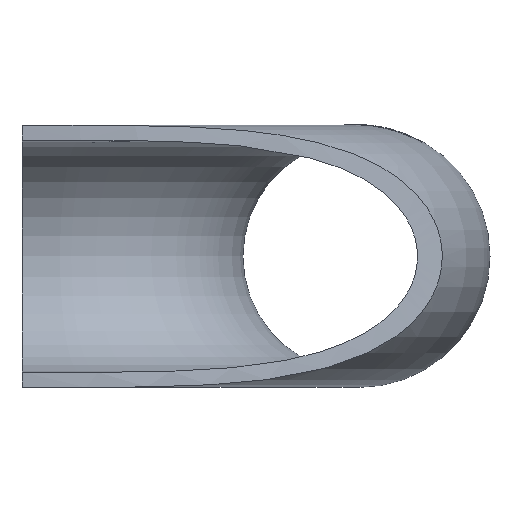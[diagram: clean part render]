
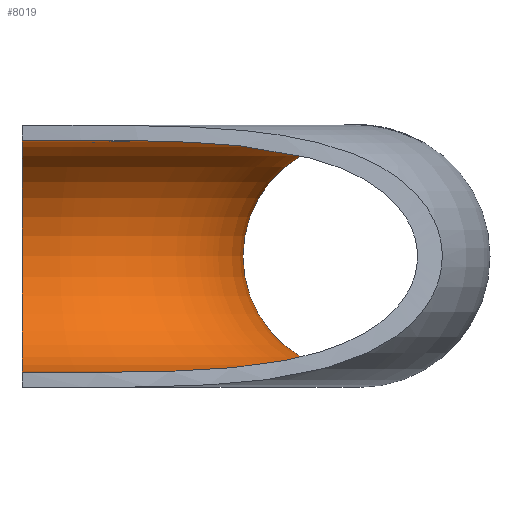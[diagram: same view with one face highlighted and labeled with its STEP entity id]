
A CAD part, front view. The second image highlights one B-rep face of the part: STEP entity #8019.
In plain terms, the highlighted toroidal (fillet/blend) face has major radius 45 mm and minor radius 15.5 mm.
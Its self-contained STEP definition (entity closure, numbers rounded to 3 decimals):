
#25 = CARTESIAN_POINT ( 'NONE',  ( 42.111, 9.845, -11.989 ) ) ;
#60 = CARTESIAN_POINT ( 'NONE',  ( 41.892, 9.743, 12.072 ) ) ;
#98 = CARTESIAN_POINT ( 'NONE',  ( 5.165, 0.144, 15.5 ) ) ;
#132 = CARTESIAN_POINT ( 'NONE',  ( 27.799, 4.261, 14.928 ) ) ;
#167 = CARTESIAN_POINT ( 'NONE',  ( 48.319, 12.969, -8.501 ) ) ;
#437 = EDGE_LOOP ( 'NONE', ( #7129, #1229 ) ) ;
#621 = AXIS2_PLACEMENT_3D ( 'NONE', #6148, #3723, #4582 ) ;
#807 = CARTESIAN_POINT ( 'NONE',  ( 47.846, 12.717, -8.872 ) ) ;
#840 = CARTESIAN_POINT ( 'NONE',  ( 39.856, 8.818, -12.763 ) ) ;
#873 = CARTESIAN_POINT ( 'NONE',  ( 49.667, 13.704, -7.261 ) ) ;
#909 = CARTESIAN_POINT ( 'NONE',  ( 25.347, 3.536, 15.105 ) ) ;
#941 = CARTESIAN_POINT ( 'NONE',  ( 6.456, 0.228, 15.499 ) ) ;
#966 = CIRCLE ( 'NONE', #621, 15.5 ) ;
#1009 = CARTESIAN_POINT ( 'NONE',  ( 1.299, 0.002, -15.5 ) ) ;
#1229 = ORIENTED_EDGE ( 'NONE', *, *, #2460, .F. ) ;
#1463 = CARTESIAN_POINT ( 'NONE',  ( 29.5, 45., 0. ) ) ;
#1602 = CARTESIAN_POINT ( 'NONE',  ( 46.389, 11.95, -9.909 ) ) ;
#1633 = CARTESIAN_POINT ( 'NONE',  ( 35.223, 6.863, -13.943 ) ) ;
#1666 = CARTESIAN_POINT ( 'NONE',  ( 31.442, 5.484, 14.504 ) ) ;
#1703 = CARTESIAN_POINT ( 'NONE',  ( 48.132, 12.865, 8.687 ) ) ;
#1736 = CARTESIAN_POINT ( 'NONE',  ( 2.584, 0.031, 15.5 ) ) ;
#1804 = CARTESIAN_POINT ( 'NONE',  ( 0., 0., -15.5 ) ) ;
#1827 = CARTESIAN_POINT ( 'NONE',  ( 0., 0., 15.5 ) ) ;
#1840 = CARTESIAN_POINT ( 'NONE',  ( 2.599, 0.032, -15.5 ) ) ;
#2001 = VERTEX_POINT ( 'NONE', #1827 ) ;
#2418 = CARTESIAN_POINT ( 'NONE',  ( 39.664, 8.733, 12.821 ) ) ;
#2460 = EDGE_CURVE ( 'NONE', #2001, #7205, #9712, .T. ) ;
#2485 = CARTESIAN_POINT ( 'NONE',  ( 52.32, 15.207, -3.061 ) ) ;
#2554 = CARTESIAN_POINT ( 'NONE',  ( 52.514, 15.32, -2.441 ) ) ;
#3093 = DIRECTION ( 'NONE',  ( 0., 0., -1. ) ) ;
#3246 = CARTESIAN_POINT ( 'NONE',  ( 45.363, 11.426, -10.5 ) ) ;
#3275 = CARTESIAN_POINT ( 'NONE',  ( 49.052, 13.363, 7.918 ) ) ;
#3307 = CARTESIAN_POINT ( 'NONE',  ( 51.354, 14.651, -5.066 ) ) ;
#3345 = CARTESIAN_POINT ( 'NONE',  ( 52.208, 15.143, 3.324 ) ) ;
#3381 = CARTESIAN_POINT ( 'NONE',  ( 44.58, 11.04, 10.887 ) ) ;
#3723 = DIRECTION ( 'NONE',  ( 0., 1., 0. ) ) ;
#3847 = CARTESIAN_POINT ( 'NONE',  ( 0., 0., -15.5 ) ) ;
#4056 = CARTESIAN_POINT ( 'NONE',  ( 43.226, 10.375, -11.54 ) ) ;
#4095 = CARTESIAN_POINT ( 'NONE',  ( 50.683, 14.27, 6.076 ) ) ;
#4133 = CARTESIAN_POINT ( 'NONE',  ( 45.105, 11.302, 10.616 ) ) ;
#4165 = CARTESIAN_POINT ( 'NONE',  ( 51.513, 14.742, -4.797 ) ) ;
#4200 = CARTESIAN_POINT ( 'NONE',  ( 46.653, 12.09, 9.709 ) ) ;
#4234 = CARTESIAN_POINT ( 'NONE',  ( 24.211, 3.249, -15.159 ) ) ;
#4298 = DIRECTION ( 'NONE',  ( -1., 0., 0. ) ) ;
#4370 = CARTESIAN_POINT ( 'NONE',  ( 5.19, 0.146, -15.5 ) ) ;
#4380 = VERTEX_POINT ( 'NONE', #1463 ) ;
#4582 = DIRECTION ( 'NONE',  ( -1., 0., 0. ) ) ;
#4724 = EDGE_LOOP ( 'NONE', ( #7112 ) ) ;
#4867 = CARTESIAN_POINT ( 'NONE',  ( 51.382, 14.666, 5.045 ) ) ;
#4902 = CARTESIAN_POINT ( 'NONE',  ( 36.217, 7.28, 13.695 ) ) ;
#4931 = CARTESIAN_POINT ( 'NONE',  ( 20.395, 2.277, 15.345 ) ) ;
#4968 = CARTESIAN_POINT ( 'NONE',  ( 52.791, 15.483, 0.803 ) ) ;
#5003 = CARTESIAN_POINT ( 'NONE',  ( 50.477, 14.154, -6.338 ) ) ;
#5078 = CARTESIAN_POINT ( 'NONE',  ( 17.955, 1.755, -15.406 ) ) ;
#5108 = CARTESIAN_POINT ( 'NONE',  ( 20.469, 2.294, -15.343 ) ) ;
#5644 = DIRECTION ( 'NONE',  ( 0., 0., -1. ) ) ;
#5677 = CARTESIAN_POINT ( 'NONE',  ( 52.505, 15.316, 2.406 ) ) ;
#5712 = CARTESIAN_POINT ( 'NONE',  ( 0., 0., 15.5 ) ) ;
#5749 = CARTESIAN_POINT ( 'NONE',  ( 51.693, 14.845, 4.5 ) ) ;
#5779 = CARTESIAN_POINT ( 'NONE',  ( 35.041, 6.814, 13.931 ) ) ;
#5847 = CIRCLE ( 'NONE', #9356, 15.5 ) ;
#6148 = CARTESIAN_POINT ( 'NONE',  ( 45., 45., 0. ) ) ;
#6182 = EDGE_CURVE ( 'NONE', #7205, #2001, #5847, .T. ) ;
#6487 = CARTESIAN_POINT ( 'NONE',  ( 38.71, 8.317, -13.092 ) ) ;
#6525 = CARTESIAN_POINT ( 'NONE',  ( 29.166, 4.718, -14.771 ) ) ;
#6557 = CARTESIAN_POINT ( 'NONE',  ( 46.141, 11.827, 10.027 ) ) ;
#6591 = CARTESIAN_POINT ( 'NONE',  ( 32.654, 5.916, 14.335 ) ) ;
#6992 = DIRECTION ( 'NONE',  ( 1., 0., 0. ) ) ;
#7112 = ORIENTED_EDGE ( 'NONE', *, *, #10142, .T. ) ;
#7129 = ORIENTED_EDGE ( 'NONE', *, *, #6182, .F. ) ;
#7205 = VERTEX_POINT ( 'NONE', #3847 ) ;
#7274 = CARTESIAN_POINT ( 'NONE',  ( 12.853, 0.884, 15.481 ) ) ;
#7312 = CARTESIAN_POINT ( 'NONE',  ( 32.834, 5.956, -14.337 ) ) ;
#7331 = TOROIDAL_SURFACE ( 'NONE', #7589, 45., 15.5 ) ;
#7344 = CARTESIAN_POINT ( 'NONE',  ( 52.416, 15.264, 2.715 ) ) ;
#7383 = CARTESIAN_POINT ( 'NONE',  ( 52.652, 15.401, 1.776 ) ) ;
#7414 = CARTESIAN_POINT ( 'NONE',  ( 52.71, 15.435, 1.455 ) ) ;
#7447 = CARTESIAN_POINT ( 'NONE',  ( 10.337, 0.561, -15.492 ) ) ;
#7589 = AXIS2_PLACEMENT_3D ( 'NONE', #9852, #5644, #4298 ) ;
#8019 = ADVANCED_FACE ( 'NONE', ( #9114, #8607 ), #7331, .F. ) ;
#8108 = CARTESIAN_POINT ( 'NONE',  ( 52.088, 15.073, 3.625 ) ) ;
#8139 = CARTESIAN_POINT ( 'NONE',  ( 42.983, 10.258, 11.643 ) ) ;
#8175 = CARTESIAN_POINT ( 'NONE',  ( 51.946, 14.991, -3.952 ) ) ;
#8212 = CARTESIAN_POINT ( 'NONE',  ( 52.814, 15.496, 0.473 ) ) ;
#8247 = CARTESIAN_POINT ( 'NONE',  ( 10.308, 0.558, 15.492 ) ) ;
#8281 = CARTESIAN_POINT ( 'NONE',  ( 25.454, 3.592, -15.083 ) ) ;
#8607 = FACE_OUTER_BOUND ( 'NONE', #437, .T. ) ;
#8927 = CARTESIAN_POINT ( 'NONE',  ( 52.77, 15.471, -1.154 ) ) ;
#8964 = CARTESIAN_POINT ( 'NONE',  ( 50.292, 14.051, 6.564 ) ) ;
#8998 = CARTESIAN_POINT ( 'NONE',  ( 38.528, 8.239, 13.14 ) ) ;
#9030 = CARTESIAN_POINT ( 'NONE',  ( 52.83, 15.506, -0.506 ) ) ;
#9064 = CARTESIAN_POINT ( 'NONE',  ( 50.851, 14.365, -5.849 ) ) ;
#9097 = CARTESIAN_POINT ( 'NONE',  ( 27.93, 4.326, -14.889 ) ) ;
#9114 = FACE_OUTER_BOUND ( 'NONE', #4724, .T. ) ;
#9162 = CARTESIAN_POINT ( 'NONE',  ( 6.48, 0.229, -15.499 ) ) ;
#9234 = CARTESIAN_POINT ( 'NONE',  ( 12.889, 0.888, -15.481 ) ) ;
#9356 = AXIS2_PLACEMENT_3D ( 'NONE', #9466, #6992, #3093 ) ;
#9466 = CARTESIAN_POINT ( 'NONE',  ( 0., 0., 0. ) ) ;
#9712 = B_SPLINE_CURVE_WITH_KNOTS ( 'NONE', 3,
 ( #5712, #9851, #1736, #98, #941, #8247, #7274, #9814, #4931, #909, #132, #1666, #6591, #5779, #4902, #8998, #2418, #60, #8139, #3381, #4133, #6557, #4200, #1703, #3275, #8964, #4095, #4867, #5749, #8108, #3345, #7344, #5677, #7383, #7414, #4968, #8212, #9030, #8927, #2554, #2485, #8175, #9737, #4165, #3307, #9064, #5003, #873, #9774, #167, #807, #1602, #3246, #4056, #25, #840, #6487, #1633, #7312, #6525, #9097, #8281, #4234, #5108, #5078, #9234, #7447, #9162, #4370, #1840, #1009, #1804 ),
 .UNSPECIFIED., .F., .F.,
 ( 4, 2, 2, 2, 2, 2, 2, 2, 2, 2, 2, 2, 2, 2, 2, 2, 2, 2, 2, 2, 2, 2, 2, 2, 2, 2, 2, 2, 2, 2, 2, 2, 2, 2, 2, 4 ),
 ( 0.004, 0.008, 0.012, 0.02, 0.027, 0.035, 0.039, 0.043, 0.047, 0.051, 0.053, 0.054, 0.058, 0.06, 0.062, 0.063, 0.064, 0.065, 0.066, 0.068, 0.07, 0.071, 0.072, 0.074, 0.076, 0.078, 0.082, 0.086, 0.089, 0.097, 0.101, 0.105, 0.113, 0.12, 0.124, 0.128 ),
 .UNSPECIFIED. ) ;
#9737 = CARTESIAN_POINT ( 'NONE',  ( 51.808, 14.912, -4.241 ) ) ;
#9774 = CARTESIAN_POINT ( 'NONE',  ( 49.229, 13.463, -7.696 ) ) ;
#9814 = CARTESIAN_POINT ( 'NONE',  ( 17.897, 1.743, 15.408 ) ) ;
#9851 = CARTESIAN_POINT ( 'NONE',  ( 1.292, 0.002, 15.5 ) ) ;
#9852 = CARTESIAN_POINT ( 'NONE',  ( 0., 45., 0. ) ) ;
#10142 = EDGE_CURVE ( 'NONE', #4380, #4380, #966, .T. ) ;
